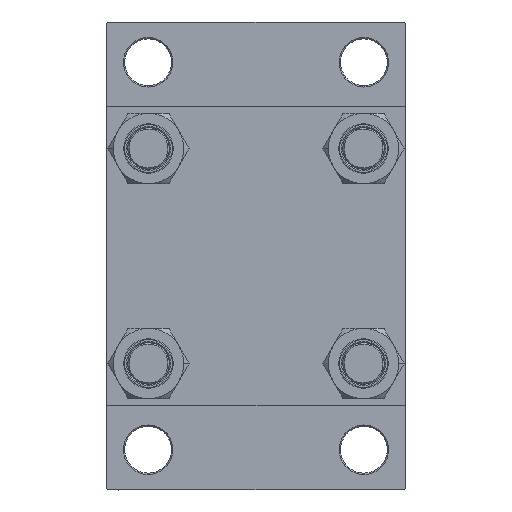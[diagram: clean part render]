
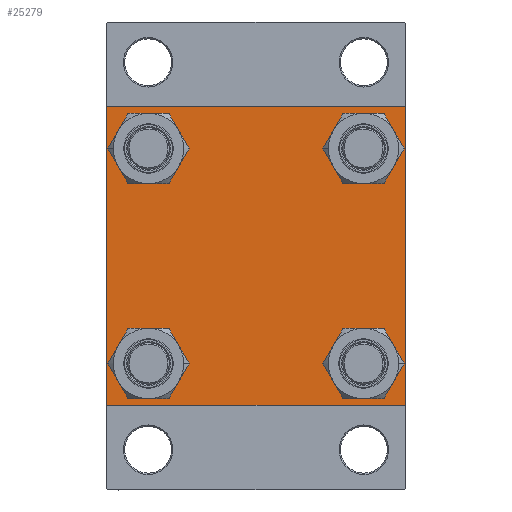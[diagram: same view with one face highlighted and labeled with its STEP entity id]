
A CAD part, left-side view. The second image highlights one B-rep face of the part: STEP entity #25279.
In plain terms, the highlighted planar face has unit normal (-1, 0, 0).
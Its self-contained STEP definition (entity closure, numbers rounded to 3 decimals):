
#7 = CARTESIAN_POINT ( 'NONE',  ( 0., 57., -57.5 ) ) ;
#181 = AXIS2_PLACEMENT_3D ( 'NONE', #9154, #27788, #27070 ) ;
#415 = CARTESIAN_POINT ( 'NONE',  ( 0., 57.5, 57.5 ) ) ;
#1244 = LINE ( 'NONE', #23511, #26656 ) ;
#1615 = EDGE_LOOP ( 'NONE', ( #24947, #20614 ) ) ;
#1684 = PLANE ( 'NONE',  #19796 ) ;
#1826 = VECTOR ( 'NONE', #15244, 1000. ) ;
#2088 = CARTESIAN_POINT ( 'NONE',  ( 0., -57.25, -57.25 ) ) ;
#2363 = VERTEX_POINT ( 'NONE', #22414 ) ;
#2861 = CARTESIAN_POINT ( 'NONE',  ( 0., 57.5, 57. ) ) ;
#3638 = CARTESIAN_POINT ( 'NONE',  ( 0., -57.25, 57.25 ) ) ;
#4347 = CARTESIAN_POINT ( 'NONE',  ( 0., -41.35, 32.85 ) ) ;
#4850 = DIRECTION ( 'NONE',  ( 0., 0., 1. ) ) ;
#5115 = DIRECTION ( 'NONE',  ( 0., -0.707, -0.707 ) ) ;
#5306 = ORIENTED_EDGE ( 'NONE', *, *, #17688, .T. ) ;
#5443 = ORIENTED_EDGE ( 'NONE', *, *, #43911, .T. ) ;
#5549 = AXIS2_PLACEMENT_3D ( 'NONE', #27249, #35233, #41776 ) ;
#5694 = CARTESIAN_POINT ( 'NONE',  ( 0., 41.35, -41.35 ) ) ;
#6033 = CARTESIAN_POINT ( 'NONE',  ( 0., -41.35, 41.35 ) ) ;
#6159 = EDGE_CURVE ( 'NONE', #34322, #18426, #10644, .T. ) ;
#6360 = EDGE_CURVE ( 'NONE', #21942, #29974, #39438, .T. ) ;
#6438 = CIRCLE ( 'NONE', #10280, 8.5 ) ;
#6461 = CARTESIAN_POINT ( 'NONE',  ( 0., -57.5, 57.5 ) ) ;
#7242 = EDGE_LOOP ( 'NONE', ( #39567, #46359 ) ) ;
#8477 = DIRECTION ( 'NONE',  ( -1., 0., 0. ) ) ;
#8617 = CIRCLE ( 'NONE', #41858, 8.5 ) ;
#8703 = VECTOR ( 'NONE', #45308, 1000. ) ;
#9154 = CARTESIAN_POINT ( 'NONE',  ( 0., 41.35, 41.35 ) ) ;
#9216 = VECTOR ( 'NONE', #33590, 1000. ) ;
#9494 = ORIENTED_EDGE ( 'NONE', *, *, #15437, .T. ) ;
#9849 = ORIENTED_EDGE ( 'NONE', *, *, #11118, .F. ) ;
#10280 = AXIS2_PLACEMENT_3D ( 'NONE', #6033, #36053, #35815 ) ;
#10289 = VERTEX_POINT ( 'NONE', #4347 ) ;
#10513 = VERTEX_POINT ( 'NONE', #29714 ) ;
#10644 = LINE ( 'NONE', #13552, #34031 ) ;
#11118 = EDGE_CURVE ( 'NONE', #40813, #41640, #34640, .T. ) ;
#11149 = CARTESIAN_POINT ( 'NONE',  ( 0., 57.25, 57.25 ) ) ;
#11784 = EDGE_LOOP ( 'NONE', ( #12836, #5306, #17392, #9494, #39742, #41408, #9849, #42567 ) ) ;
#11810 = CARTESIAN_POINT ( 'NONE',  ( 0., -41.35, 49.85 ) ) ;
#12042 = VECTOR ( 'NONE', #45910, 1000. ) ;
#12421 = CIRCLE ( 'NONE', #41796, 8.5 ) ;
#12455 = EDGE_LOOP ( 'NONE', ( #5443, #16873 ) ) ;
#12587 = FACE_BOUND ( 'NONE', #25352, .T. ) ;
#12591 = EDGE_CURVE ( 'NONE', #15378, #10289, #6438, .T. ) ;
#12836 = ORIENTED_EDGE ( 'NONE', *, *, #32376, .T. ) ;
#13294 = CARTESIAN_POINT ( 'NONE',  ( 0., 41.35, -41.35 ) ) ;
#13552 = CARTESIAN_POINT ( 'NONE',  ( 0., 57.5, -57.5 ) ) ;
#13660 = ORIENTED_EDGE ( 'NONE', *, *, #38541, .T. ) ;
#14261 = EDGE_CURVE ( 'NONE', #2363, #41640, #22977, .T. ) ;
#14309 = CARTESIAN_POINT ( 'NONE',  ( 0., 41.35, -49.85 ) ) ;
#14569 = CARTESIAN_POINT ( 'NONE',  ( 0., -57.5, -57. ) ) ;
#14776 = ORIENTED_EDGE ( 'NONE', *, *, #16034, .T. ) ;
#15244 = DIRECTION ( 'NONE',  ( 0., 0.707, 0.707 ) ) ;
#15378 = VERTEX_POINT ( 'NONE', #11810 ) ;
#15437 = EDGE_CURVE ( 'NONE', #18426, #25997, #35021, .T. ) ;
#15611 = VERTEX_POINT ( 'NONE', #40809 ) ;
#15940 = CARTESIAN_POINT ( 'NONE',  ( 0., 41.35, -32.85 ) ) ;
#16034 = EDGE_CURVE ( 'NONE', #21100, #15611, #18125, .T. ) ;
#16497 = CARTESIAN_POINT ( 'NONE',  ( 0., 41.35, 32.85 ) ) ;
#16873 = ORIENTED_EDGE ( 'NONE', *, *, #18187, .T. ) ;
#16963 = EDGE_CURVE ( 'NONE', #40813, #29486, #44316, .T. ) ;
#17392 = ORIENTED_EDGE ( 'NONE', *, *, #6159, .T. ) ;
#17688 = EDGE_CURVE ( 'NONE', #10513, #34322, #1244, .T. ) ;
#18125 = CIRCLE ( 'NONE', #24296, 8.5 ) ;
#18187 = EDGE_CURVE ( 'NONE', #23749, #19481, #42895, .T. ) ;
#18426 = VERTEX_POINT ( 'NONE', #18481 ) ;
#18481 = CARTESIAN_POINT ( 'NONE',  ( 0., -57., -57.5 ) ) ;
#19382 = FACE_BOUND ( 'NONE', #1615, .T. ) ;
#19481 = VERTEX_POINT ( 'NONE', #15940 ) ;
#19649 = CARTESIAN_POINT ( 'NONE',  ( 0., -41.35, -49.85 ) ) ;
#19796 = AXIS2_PLACEMENT_3D ( 'NONE', #41643, #8477, #4850 ) ;
#20125 = CARTESIAN_POINT ( 'NONE',  ( 0., 57.5, 57.5 ) ) ;
#20497 = AXIS2_PLACEMENT_3D ( 'NONE', #13294, #35806, #32396 ) ;
#20614 = ORIENTED_EDGE ( 'NONE', *, *, #45746, .T. ) ;
#21100 = VERTEX_POINT ( 'NONE', #19649 ) ;
#21942 = VERTEX_POINT ( 'NONE', #47683 ) ;
#22414 = CARTESIAN_POINT ( 'NONE',  ( 0., -57.5, 57. ) ) ;
#22977 = LINE ( 'NONE', #3638, #1826 ) ;
#23511 = CARTESIAN_POINT ( 'NONE',  ( 0., 57.25, -57.25 ) ) ;
#23749 = VERTEX_POINT ( 'NONE', #14309 ) ;
#23892 = DIRECTION ( 'NONE',  ( 0., 0., 1. ) ) ;
#24296 = AXIS2_PLACEMENT_3D ( 'NONE', #42761, #42030, #31367 ) ;
#24947 = ORIENTED_EDGE ( 'NONE', *, *, #6360, .T. ) ;
#25279 = ADVANCED_FACE ( 'NONE', ( #34850, #12587, #27585, #19382, #26880 ), #1684, .T. ) ;
#25352 = EDGE_LOOP ( 'NONE', ( #13660, #14776 ) ) ;
#25402 = DIRECTION ( 'NONE',  ( 0., -1., 0. ) ) ;
#25997 = VERTEX_POINT ( 'NONE', #14569 ) ;
#26433 = CIRCLE ( 'NONE', #5549, 8.5 ) ;
#26656 = VECTOR ( 'NONE', #5115, 1000. ) ;
#26880 = FACE_OUTER_BOUND ( 'NONE', #11784, .T. ) ;
#27070 = DIRECTION ( 'NONE',  ( 0., 0., 1. ) ) ;
#27249 = CARTESIAN_POINT ( 'NONE',  ( 0., -41.35, 41.35 ) ) ;
#27585 = FACE_BOUND ( 'NONE', #12455, .T. ) ;
#27788 = DIRECTION ( 'NONE',  ( 1., 0., 0. ) ) ;
#28425 = DIRECTION ( 'NONE',  ( 0., 0., 1. ) ) ;
#28470 = DIRECTION ( 'NONE',  ( 0., 0., -1. ) ) ;
#29486 = VERTEX_POINT ( 'NONE', #2861 ) ;
#29714 = CARTESIAN_POINT ( 'NONE',  ( 0., 57.5, -57. ) ) ;
#29974 = VERTEX_POINT ( 'NONE', #16497 ) ;
#30916 = AXIS2_PLACEMENT_3D ( 'NONE', #34788, #45450, #23892 ) ;
#31367 = DIRECTION ( 'NONE',  ( 0., 0., 1. ) ) ;
#31441 = EDGE_CURVE ( 'NONE', #2363, #25997, #40103, .T. ) ;
#31464 = CARTESIAN_POINT ( 'NONE',  ( 0., 57., 57.5 ) ) ;
#32376 = EDGE_CURVE ( 'NONE', #29486, #10513, #45664, .T. ) ;
#32396 = DIRECTION ( 'NONE',  ( 0., 0., 1. ) ) ;
#33590 = DIRECTION ( 'NONE',  ( 0., 0., -1. ) ) ;
#34031 = VECTOR ( 'NONE', #25402, 1000. ) ;
#34322 = VERTEX_POINT ( 'NONE', #7 ) ;
#34640 = LINE ( 'NONE', #20125, #8703 ) ;
#34788 = CARTESIAN_POINT ( 'NONE',  ( 0., 41.35, 41.35 ) ) ;
#34850 = FACE_BOUND ( 'NONE', #7242, .T. ) ;
#35021 = LINE ( 'NONE', #2088, #12042 ) ;
#35233 = DIRECTION ( 'NONE',  ( 1., 0., 0. ) ) ;
#35806 = DIRECTION ( 'NONE',  ( 1., 0., 0. ) ) ;
#35815 = DIRECTION ( 'NONE',  ( 0., 0., 1. ) ) ;
#36053 = DIRECTION ( 'NONE',  ( 1., 0., 0. ) ) ;
#36715 = VECTOR ( 'NONE', #40685, 1000. ) ;
#36865 = CARTESIAN_POINT ( 'NONE',  ( 0., -41.35, -41.35 ) ) ;
#36896 = DIRECTION ( 'NONE',  ( 1., 0., 0. ) ) ;
#38054 = CIRCLE ( 'NONE', #181, 8.5 ) ;
#38541 = EDGE_CURVE ( 'NONE', #15611, #21100, #12421, .T. ) ;
#39438 = CIRCLE ( 'NONE', #30916, 8.5 ) ;
#39567 = ORIENTED_EDGE ( 'NONE', *, *, #12591, .T. ) ;
#39742 = ORIENTED_EDGE ( 'NONE', *, *, #31441, .F. ) ;
#40103 = LINE ( 'NONE', #6461, #44752 ) ;
#40509 = DIRECTION ( 'NONE',  ( 0., 0., 1. ) ) ;
#40685 = DIRECTION ( 'NONE',  ( 0., 0.707, -0.707 ) ) ;
#40809 = CARTESIAN_POINT ( 'NONE',  ( 0., -41.35, -32.85 ) ) ;
#40813 = VERTEX_POINT ( 'NONE', #31464 ) ;
#41408 = ORIENTED_EDGE ( 'NONE', *, *, #14261, .T. ) ;
#41640 = VERTEX_POINT ( 'NONE', #42974 ) ;
#41643 = CARTESIAN_POINT ( 'NONE',  ( 0., 0., 0. ) ) ;
#41776 = DIRECTION ( 'NONE',  ( 0., 0., 1. ) ) ;
#41796 = AXIS2_PLACEMENT_3D ( 'NONE', #36865, #44128, #40509 ) ;
#41858 = AXIS2_PLACEMENT_3D ( 'NONE', #5694, #36896, #28425 ) ;
#42030 = DIRECTION ( 'NONE',  ( 1., 0., 0. ) ) ;
#42449 = EDGE_CURVE ( 'NONE', #10289, #15378, #26433, .T. ) ;
#42567 = ORIENTED_EDGE ( 'NONE', *, *, #16963, .T. ) ;
#42761 = CARTESIAN_POINT ( 'NONE',  ( 0., -41.35, -41.35 ) ) ;
#42895 = CIRCLE ( 'NONE', #20497, 8.5 ) ;
#42974 = CARTESIAN_POINT ( 'NONE',  ( 0., -57., 57.5 ) ) ;
#43911 = EDGE_CURVE ( 'NONE', #19481, #23749, #8617, .T. ) ;
#44128 = DIRECTION ( 'NONE',  ( 1., 0., 0. ) ) ;
#44316 = LINE ( 'NONE', #11149, #36715 ) ;
#44752 = VECTOR ( 'NONE', #28470, 1000. ) ;
#45308 = DIRECTION ( 'NONE',  ( 0., -1., 0. ) ) ;
#45450 = DIRECTION ( 'NONE',  ( 1., 0., 0. ) ) ;
#45664 = LINE ( 'NONE', #415, #9216 ) ;
#45746 = EDGE_CURVE ( 'NONE', #29974, #21942, #38054, .T. ) ;
#45910 = DIRECTION ( 'NONE',  ( 0., -0.707, 0.707 ) ) ;
#46359 = ORIENTED_EDGE ( 'NONE', *, *, #42449, .T. ) ;
#47683 = CARTESIAN_POINT ( 'NONE',  ( 0., 41.35, 49.85 ) ) ;
